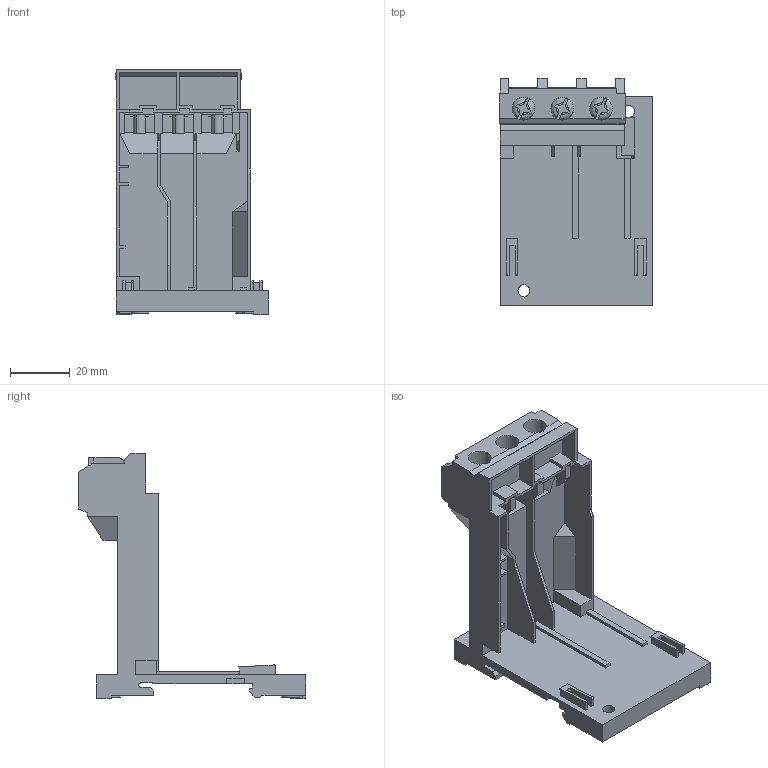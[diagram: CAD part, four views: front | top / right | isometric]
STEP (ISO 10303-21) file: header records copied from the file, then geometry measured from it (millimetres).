
FILE_DESCRIPTION (( 'STEP AP214' ), '1' );
FILE_NAME ('TZ1H26E.step', '2018-05-21T21:13:01', ( '' ), ( '' ), 'SwSTEP 2.0', 'SolidWorks 2017', '' );
FILE_SCHEMA (( 'AUTOMOTIVE_DESIGN' ));
Length unit declared in the file: inch
Products named in the file (1): TZ1H26E
Bounding box: 51.2 x 76 x 82 mm (x, y, z)
Volume: 17056 mm3; surface area: 45219.2 mm2
Topology: 11 solids, 13 shells, 809 faces, 2288 edges, 1511 vertices
Faces by surface type: plane 684, cylinder 113, bspline 6, cone 6
Entity records: 36704 total; most frequent: CARTESIAN_POINT 5196, ORIENTED_EDGE 4576, DIRECTION 3966, EDGE_CURVE 2288, VECTOR 1884, LINE 1884, VERTEX_POINT 1511, AXIS2_PLACEMENT_3D 1041
